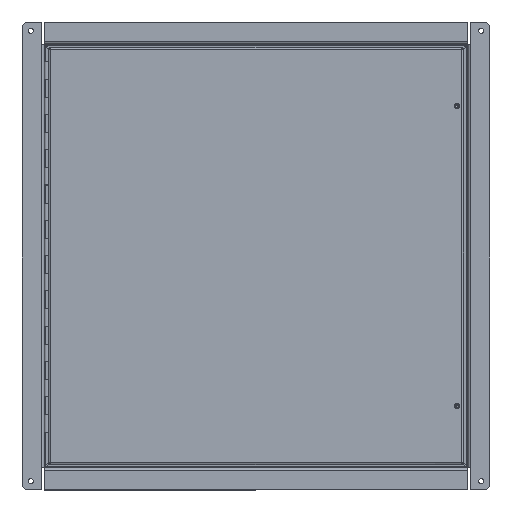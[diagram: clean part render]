
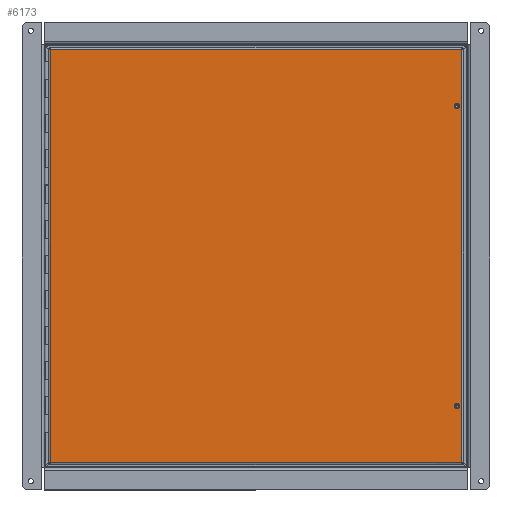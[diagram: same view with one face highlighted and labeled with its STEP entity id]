
A CAD part, top view. The second image highlights one B-rep face of the part: STEP entity #6173.
In plain terms, the highlighted planar face has unit normal (0, 0, 1).
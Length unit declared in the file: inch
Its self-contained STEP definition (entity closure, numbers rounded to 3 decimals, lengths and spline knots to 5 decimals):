
#92=FACE_BOUND($,#1182,.T.);
#93=FACE_BOUND($,#1183,.T.);
#94=FACE_BOUND($,#1184,.T.);
#181=CIRCLE($,#6543,0.1405);
#183=CIRCLE($,#6546,0.1405);
#507=PLANE($,#6576);
#1182=EDGE_LOOP($,(#4729));
#1183=EDGE_LOOP($,(#4730));
#1184=EDGE_LOOP($,(#4731,#4732,#4733,#4734));
#1672=LINE($,#10233,#2252);
#1688=LINE($,#10335,#2268);
#1703=LINE($,#10435,#2283);
#1718=LINE($,#10534,#2298);
#2252=VECTOR($,#7502,23.2895);
#2268=VECTOR($,#7532,23.4145);
#2283=VECTOR($,#7561,23.2895);
#2298=VECTOR($,#7590,23.4145);
#2776=VERTEX_POINT($,#10213);
#2778=VERTEX_POINT($,#10218);
#2781=VERTEX_POINT($,#10224);
#2782=VERTEX_POINT($,#10232);
#2793=VERTEX_POINT($,#10334);
#2803=VERTEX_POINT($,#10434);
#3416=EDGE_CURVE($,#2776,#2776,#181,.T.);
#3418=EDGE_CURVE($,#2778,#2778,#183,.T.);
#3421=EDGE_CURVE($,#2782,#2781,#1672,.T.);
#3441=EDGE_CURVE($,#2793,#2782,#1688,.T.);
#3460=EDGE_CURVE($,#2803,#2793,#1703,.T.);
#3479=EDGE_CURVE($,#2781,#2803,#1718,.T.);
#4729=ORIENTED_EDGE($,*,*,#3416,.T.);
#4730=ORIENTED_EDGE($,*,*,#3418,.T.);
#4731=ORIENTED_EDGE($,*,*,#3421,.T.);
#4732=ORIENTED_EDGE($,*,*,#3479,.T.);
#4733=ORIENTED_EDGE($,*,*,#3460,.T.);
#4734=ORIENTED_EDGE($,*,*,#3441,.T.);
#6173=ADVANCED_FACE($,(#92,#93,#94),#507,.T.);
#6543=AXIS2_PLACEMENT_3D($,#10214,#7491,#7492);
#6546=AXIS2_PLACEMENT_3D($,#10219,#7497,#7498);
#6576=AXIS2_PLACEMENT_3D($,#10621,#7617,#7618);
#7491=DIRECTION('center_axis',(0.,0.,-1.));
#7492=DIRECTION('ref_axis',(-1.,0.,0.));
#7497=DIRECTION('center_axis',(0.,0.,-1.));
#7498=DIRECTION('ref_axis',(-1.,0.,0.));
#7502=DIRECTION($,(-1.,0.,0.));
#7532=DIRECTION($,(0.,1.,0.));
#7561=DIRECTION($,(1.,0.,0.));
#7590=DIRECTION($,(0.,-1.,0.));
#7617=DIRECTION('center_axis',(0.,0.,1.));
#7618=DIRECTION('ref_axis',(1.,0.,0.));
#10213=CARTESIAN_POINT('',(11.5155,-8.5,0.074));
#10214=CARTESIAN_POINT('Origin',(11.375,-8.5,0.074));
#10218=CARTESIAN_POINT('',(11.5155,8.5,0.074));
#10219=CARTESIAN_POINT('Origin',(11.375,8.5,0.074));
#10224=CARTESIAN_POINT('',(-11.64475,11.70725,0.074));
#10232=CARTESIAN_POINT('',(11.64475,11.70725,0.074));
#10233=CARTESIAN_POINT($,(5.82238,11.70725,0.074));
#10334=CARTESIAN_POINT('',(11.64475,-11.70725,0.074));
#10335=CARTESIAN_POINT($,(11.64475,-5.85363,0.074));
#10434=CARTESIAN_POINT('',(-11.64475,-11.70725,0.074));
#10435=CARTESIAN_POINT($,(-5.82238,-11.70725,0.074));
#10534=CARTESIAN_POINT($,(-11.64475,5.85362,0.074));
#10621=CARTESIAN_POINT('Origin',(0.,0.,0.074));
